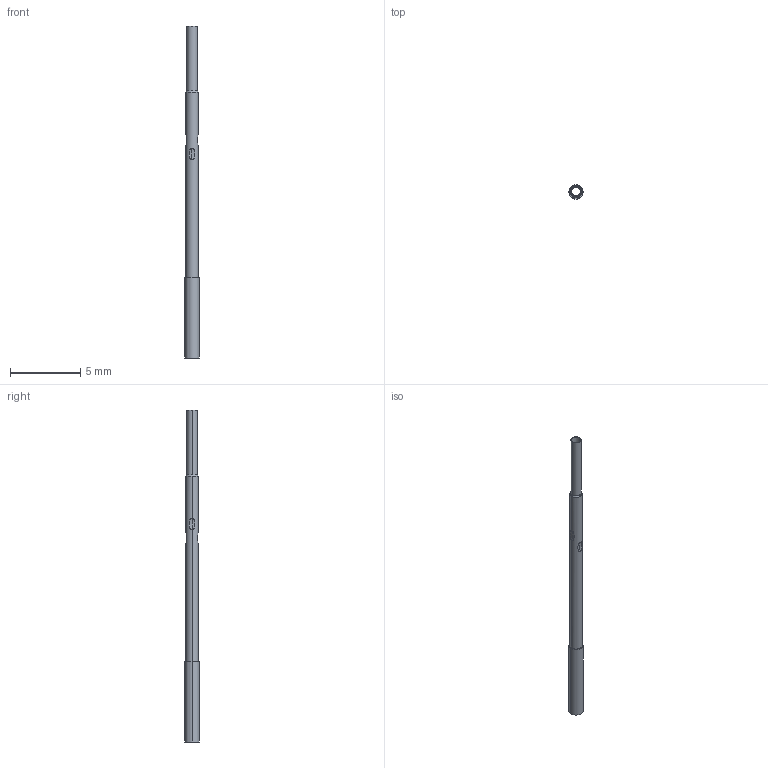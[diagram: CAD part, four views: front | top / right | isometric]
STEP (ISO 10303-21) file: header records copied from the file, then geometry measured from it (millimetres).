
FILE_DESCRIPTION (( 'STEP AP203' ), '1' );
FILE_NAME ('MOD-H511-5.7.step', '2015-07-09T11:48:37', ( 'firstrun' ), ( 'Hewlett-Packard Company' ), 'SwSTEP 2.0', 'SolidWorks 2012', '' );
FILE_SCHEMA (( 'CONFIG_CONTROL_DESIGN' ));
Length unit declared in the file: millimetre
Products named in the file (1): MOD-H511-5.7
Bounding box: 1.01 x 1.01 x 23.6 mm (x, y, z)
Volume: 5.7 mm3; surface area: 116 mm2
Topology: 1 solids, 1 shells, 33 faces, 86 edges, 44 vertices
Faces by surface type: bspline 16, cylinder 10, cone 4, plane 3
Entity records: 1513 total; most frequent: CARTESIAN_POINT 836, ORIENTED_EDGE 140, DIRECTION 94, EDGE_CURVE 70, VERTEX_POINT 44, EDGE_LOOP 40, AXIS2_PLACEMENT_3D 38, FACE_OUTER_BOUND 33
